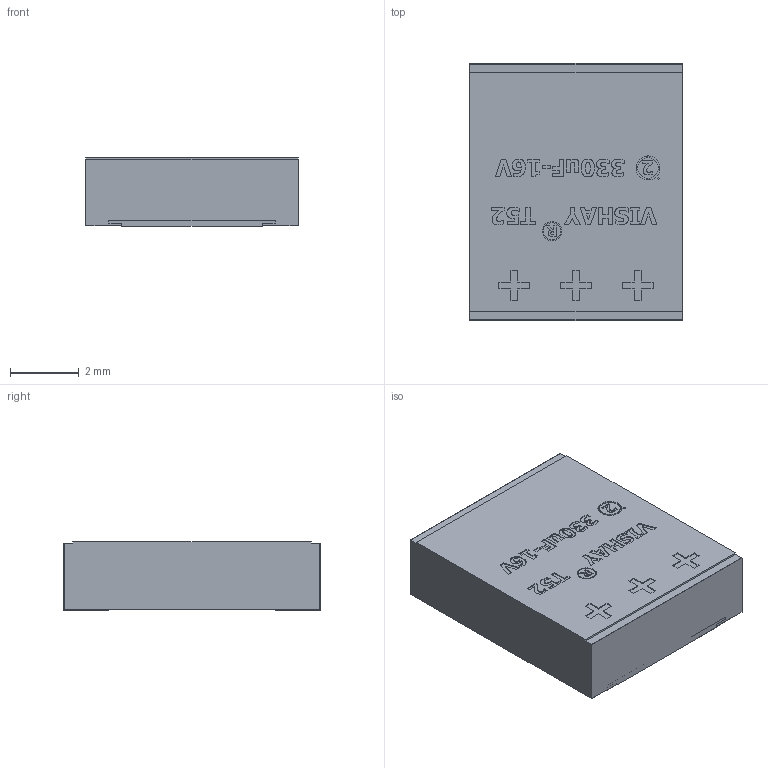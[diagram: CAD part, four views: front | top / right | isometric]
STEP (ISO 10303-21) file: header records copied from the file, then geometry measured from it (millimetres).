
FILE_DESCRIPTION(/* description */ (''),/* implementation_level */ '2;1');
FILE_NAME(/* name */ '(T52) M1-CASE.stp',/* time_stamp */ '2024-06-03T12:57:59+03:00',/* author */ ('EPetuhov'),/* organization */ (''),/* preprocessor_version */ 'ST-DEVELOPER v20',/* originating_system */ 'Autodesk Inventor 2024',/* authorisation */ '');
FILE_SCHEMA (('AUTOMOTIVE_DESIGN { 1 0 10303 214 3 1 1 }'));
Length unit declared in the file: millimetre
Products named in the file (6): PRESSED PELLET ASSY; T52_M1-Case; T52_M1-Case_Anode+; T52_M1-Case_Cathode-; T52_M1-Case_AnodeSideTermination+; T52_M1-Case_CathodeSideTermination-
Assembly tree (5 placements, depth 2):
  PRESSED PELLET ASSY
    T52_M1-Case
    T52_M1-Case_Anode+
    T52_M1-Case_Cathode-
    T52_M1-Case_AnodeSideTermination+
    T52_M1-Case_CathodeSideTermination-
Bounding box: 6.2 x 7.5 x 2 mm (x, y, z)
Volume: 92 mm3; surface area: 313.4 mm2
Topology: 5 solids, 5 shells, 463 faces, 1266 edges, 844 vertices
Faces by surface type: plane 303, bspline 132, cylinder 28
Full cylindrical faces by diameter (mm): 0.5 x1, 0.56 x1, 0.6 x1
Entity records: 15936 total; most frequent: CARTESIAN_POINT 4324, ORIENTED_EDGE 2532, DIRECTION 1742, EDGE_CURVE 1266, LINE 946, VECTOR 946, VERTEX_POINT 844, EDGE_LOOP 494
